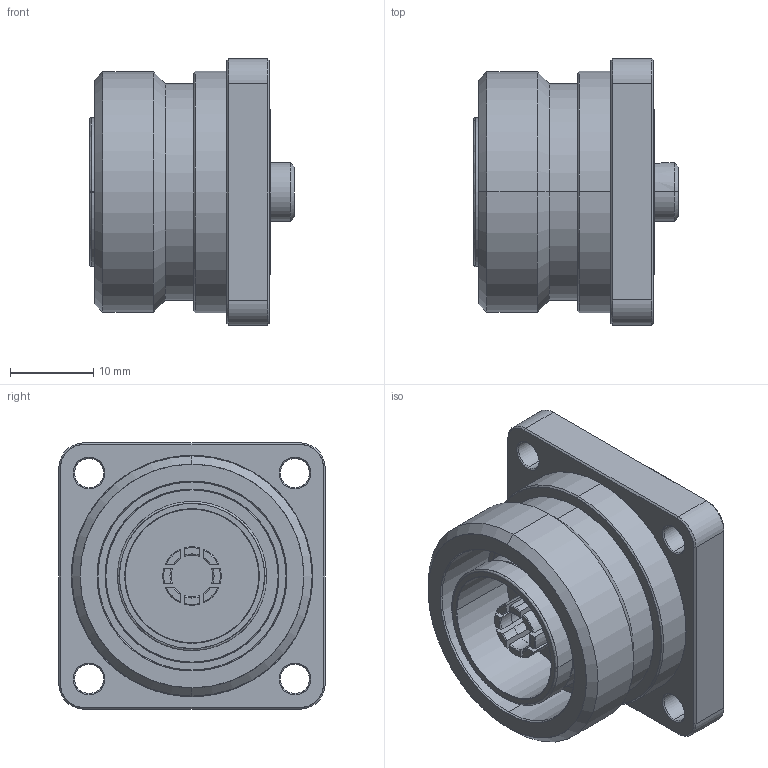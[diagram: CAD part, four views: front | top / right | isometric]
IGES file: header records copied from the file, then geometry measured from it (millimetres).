
Start section: SolidWorks IGES file using analytic representation for surfaces
Global section: file name: R185.403.547C.IGS; native system: SolidWorks 2014; preprocessor: SolidWorks 2014; author: raymond_g; date: 161025.111910; units: millimetre
Bounding box: 24.62 x 32 x 32 mm (x, y, z)
Surface area: 6542.2 mm2 (no closed solid volume)
Topology: 0 solids, 0 shells, 189 faces, 2084 edges, 2082 vertices
Faces by surface type: revolution 131, bspline 58
